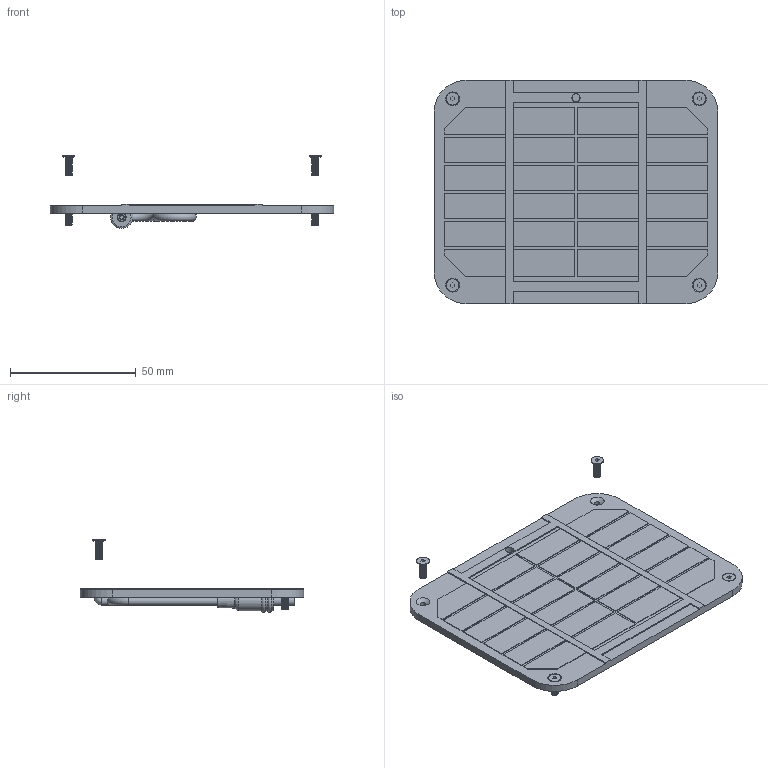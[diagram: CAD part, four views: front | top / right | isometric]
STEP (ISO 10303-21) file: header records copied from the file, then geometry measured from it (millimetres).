
FILE_DESCRIPTION(/* description */ (''),/* implementation_level */ '2;1');
FILE_NAME(/* name */ '1.1W 6V 113x89mm ASSEMBLY CURRENT 2017 7 6.stp',/* time_stamp */ '2017-09-15T17:08:38-04:00',/* author */ ('Class2015'),/* organization */ (''),/* preprocessor_version */ 'ST-DEVELOPER v16.1',/* originating_system */ 'Autodesk Inventor 2016',/* authorisation */ '');
FILE_SCHEMA (('AUTOMOTIVE_DESIGN { 1 0 10303 214 3 1 1 }'));
Length unit declared in the file: millimetre
Products named in the file (6): 1.1W 6V 113x89mm PANEL CURRENT 2017 7 6; 4-40 8mm SS316 Panel Screw; 3.2mm Wire (2 Bends); M3511 Plug; Wire 17 w M3511 (2 Bends).ipt; 1.1W 6V 113x89mm ASSEMBLY CURRENT 2017 7 6
Assembly tree (8 placements, depth 3):
  1.1W 6V 113x89mm ASSEMBLY CURRENT 2017 7 6
    1.1W 6V 113x89mm PANEL CURRENT 2017 7 6
    4-40 8mm SS316 Panel Screw  x4
    Wire 17 w M3511 (2 Bends).ipt
      3.2mm Wire (2 Bends)
      M3511 Plug
Bounding box: 113 x 89 x 29.1 mm (x, y, z)
Volume: 34261.7 mm3; surface area: 24825.9 mm2
Topology: 7 solids, 7 shells, 223 faces, 589 edges, 385 vertices
Faces by surface type: plane 169, cylinder 29, bspline 10, cone 9, torus 6
Full cylindrical faces by diameter (mm): 1.5 x1, 2.1 x4, 3.2 x3, 3.3 x1, 3.5 x1, 5 x4, 7.5 x3
Entity records: 8713 total; most frequent: CARTESIAN_POINT 4194, ORIENTED_EDGE 888, DIRECTION 856, EDGE_CURVE 444, LINE 382, VECTOR 382, VERTEX_POINT 307, AXIS2_PLACEMENT_3D 237
